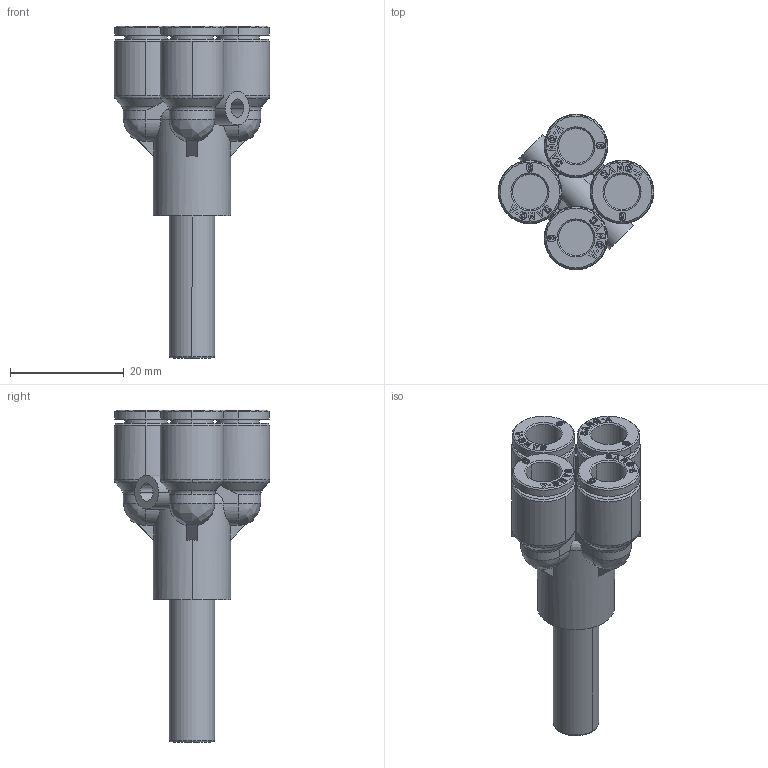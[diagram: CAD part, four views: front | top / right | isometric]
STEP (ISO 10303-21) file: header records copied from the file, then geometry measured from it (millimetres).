
FILE_DESCRIPTION (( 'STEP AP214' ), '1' );
FILE_NAME ('PXJ08-06.STEP', '2015-08-21T11:50:42', ( '' ), ( '' ), 'SwSTEP 2.0', 'SolidWorks 2015', '' );
FILE_SCHEMA (( 'AUTOMOTIVE_DESIGN' ));
Length unit declared in the file: millimetre
Products named in the file (2): PXJ08-06; ｦ+ﾃｦ1
Assembly tree (1 placements, depth 2):
  PXJ08-06
    ｦ+ﾃｦ1
Bounding box: 27.4 x 27.4 x 58.45 mm (x, y, z)
Volume: 7651.1 mm3; surface area: 6530.8 mm2
Topology: 1 solids, 1 shells, 983 faces, 2752 edges, 1825 vertices
Faces by surface type: plane 713, bspline 128, cylinder 93, cone 44, torus 5
Entity records: 34357 total; most frequent: CARTESIAN_POINT 8940, ORIENTED_EDGE 5504, DIRECTION 4362, EDGE_CURVE 2752, VECTOR 2112, LINE 2112, VERTEX_POINT 1825, AXIS2_PLACEMENT_3D 1125
